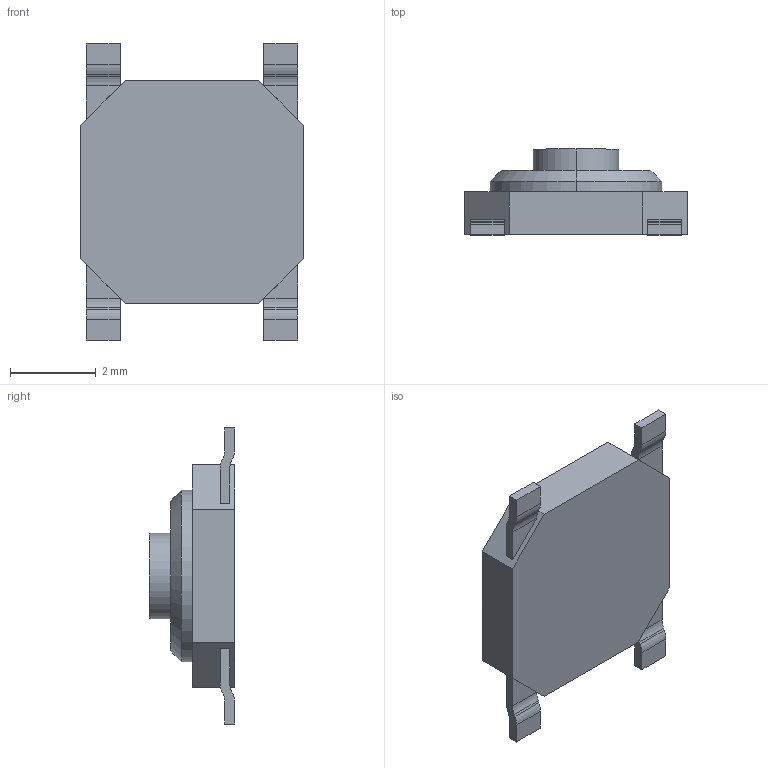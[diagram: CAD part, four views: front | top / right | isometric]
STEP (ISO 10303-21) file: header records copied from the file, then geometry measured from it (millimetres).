
FILE_DESCRIPTION (( 'STEP AP214' ), '1' );
FILE_NAME ('pts526.STEP', '2023-11-09T00:51:53', ( '' ), ( '' ), 'SwSTEP 2.0', 'SolidWorks 2023', '' );
FILE_SCHEMA (( 'AUTOMOTIVE_DESIGN' ));
Length unit declared in the file: inch
Products named in the file (1): pts526
Bounding box: 5.2 x 2 x 6.91 mm (x, y, z)
Volume: 33.3 mm3; surface area: 86.5 mm2
Topology: 1 solids, 1 shells, 70 faces, 184 edges, 122 vertices
Faces by surface type: plane 48, cylinder 20, cone 2
Entity records: 2181 total; most frequent: CARTESIAN_POINT 377, ORIENTED_EDGE 368, DIRECTION 368, EDGE_CURVE 184, VECTOR 142, LINE 142, VERTEX_POINT 122, AXIS2_PLACEMENT_3D 113
